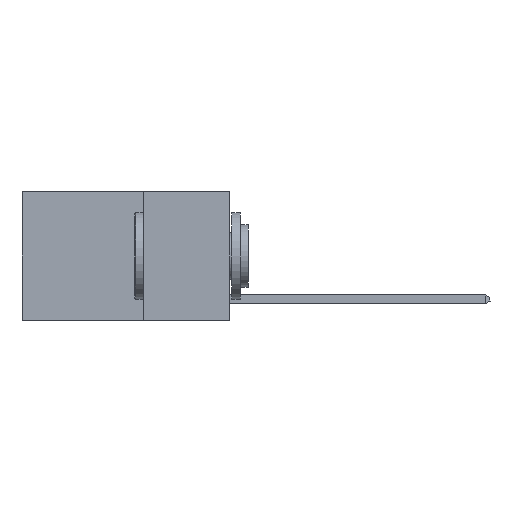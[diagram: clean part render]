
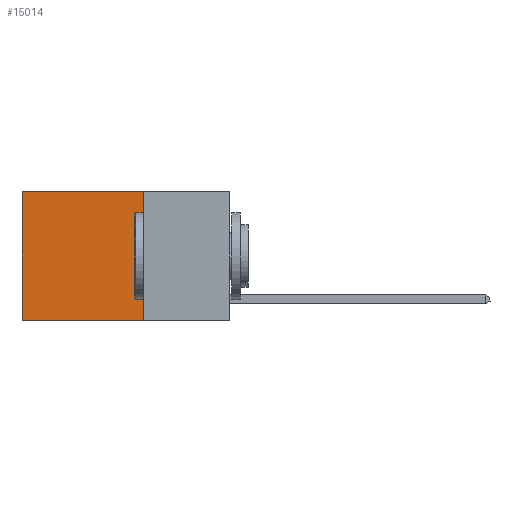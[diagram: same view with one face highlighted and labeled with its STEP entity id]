
A CAD part, left-side view. The second image highlights one B-rep face of the part: STEP entity #15014.
In plain terms, the highlighted planar face has unit normal (-1, 0, 0).
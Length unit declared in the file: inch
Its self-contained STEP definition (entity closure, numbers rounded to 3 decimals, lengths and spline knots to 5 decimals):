
#1036 = EDGE_CURVE ( 'NONE', #16706, #4302, #8607, .T. ) ;
#1969 = ORIENTED_EDGE ( 'NONE', *, *, #1036, .F. ) ;
#2126 = DIRECTION ( 'NONE',  ( 0., 1., 0. ) ) ;
#3415 = CARTESIAN_POINT ( 'NONE',  ( 0.2625, 0.6, 0. ) ) ;
#4302 = VERTEX_POINT ( 'NONE', #18852 ) ;
#4508 = CARTESIAN_POINT ( 'NONE',  ( 0.2625, 0.25, 0. ) ) ;
#5170 = CARTESIAN_POINT ( 'NONE',  ( 0.2625, 0.25, 0. ) ) ;
#5255 = CARTESIAN_POINT ( 'NONE',  ( 0.2625, 0.25, 0. ) ) ;
#6626 = DIRECTION ( 'NONE',  ( 0., 0., -1. ) ) ;
#6699 = DIRECTION ( 'NONE',  ( 1., 0., 0. ) ) ;
#6737 = VECTOR ( 'NONE', #6626, 39.37008 ) ;
#7999 = VECTOR ( 'NONE', #2126, 39.37008 ) ;
#8342 = FACE_OUTER_BOUND ( 'NONE', #21708, .T. ) ;
#8510 = CARTESIAN_POINT ( 'NONE',  ( 0.2625, 0.6, -0.37 ) ) ;
#8520 = ORIENTED_EDGE ( 'NONE', *, *, #10579, .T. ) ;
#8607 = LINE ( 'NONE', #22430, #6737 ) ;
#9859 = VECTOR ( 'NONE', #19402, 39.37008 ) ;
#10316 = AXIS2_PLACEMENT_3D ( 'NONE', #5170, #6699, #19432 ) ;
#10579 = EDGE_CURVE ( 'NONE', #18620, #13040, #11981, .T. ) ;
#10943 = CARTESIAN_POINT ( 'NONE',  ( 0.2625, 0.25, -0.37 ) ) ;
#11981 = LINE ( 'NONE', #18842, #21156 ) ;
#13040 = VERTEX_POINT ( 'NONE', #8510 ) ;
#15014 = ADVANCED_FACE ( 'NONE', ( #8342 ), #22742, .F. ) ;
#16706 = VERTEX_POINT ( 'NONE', #4508 ) ;
#18620 = VERTEX_POINT ( 'NONE', #3415 ) ;
#18842 = CARTESIAN_POINT ( 'NONE',  ( 0.2625, 0.6, 0. ) ) ;
#18852 = CARTESIAN_POINT ( 'NONE',  ( 0.2625, 0.25, -0.37 ) ) ;
#19402 = DIRECTION ( 'NONE',  ( 0., 1., 0. ) ) ;
#19432 = DIRECTION ( 'NONE',  ( 0., 0., -1. ) ) ;
#19532 = ORIENTED_EDGE ( 'NONE', *, *, #20371, .T. ) ;
#20371 = EDGE_CURVE ( 'NONE', #16706, #18620, #21525, .T. ) ;
#20791 = EDGE_CURVE ( 'NONE', #4302, #13040, #21465, .T. ) ;
#20851 = DIRECTION ( 'NONE',  ( 0., 0., -1. ) ) ;
#21003 = ORIENTED_EDGE ( 'NONE', *, *, #20791, .F. ) ;
#21156 = VECTOR ( 'NONE', #20851, 39.37008 ) ;
#21465 = LINE ( 'NONE', #10943, #7999 ) ;
#21525 = LINE ( 'NONE', #5255, #9859 ) ;
#21708 = EDGE_LOOP ( 'NONE', ( #8520, #21003, #1969, #19532 ) ) ;
#22430 = CARTESIAN_POINT ( 'NONE',  ( 0.2625, 0.25, 0. ) ) ;
#22742 = PLANE ( 'NONE',  #10316 ) ;
